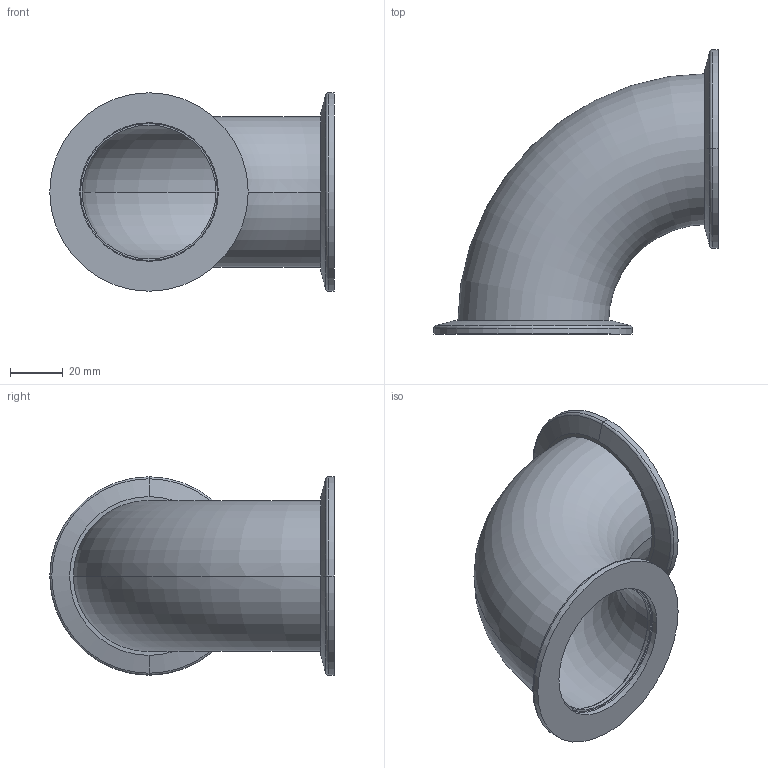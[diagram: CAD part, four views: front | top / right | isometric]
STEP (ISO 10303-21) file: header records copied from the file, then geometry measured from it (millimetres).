
FILE_DESCRIPTION (( 'STEP AP214' ), '1' );
FILE_NAME ('170 RRB 050-90.STEP', '2011-05-31T11:51:35', ( '-' ), ( 'Trinos' ), 'SwSTEP 2.0', 'SolidWorks 2010', '' );
FILE_SCHEMA (( 'AUTOMOTIVE_DESIGN' ));
Length unit declared in the file: millimetre
Products named in the file (1): 170 RRB 050-90
Bounding box: 107.5 x 107.5 x 75 mm (x, y, z)
Volume: 71656.3 mm3; surface area: 46820.5 mm2
Topology: 1 solids, 1 shells, 42 faces, 84 edges, 52 vertices
Faces by surface type: cylinder 16, torus 12, plane 10, cone 4
Entity records: 1154 total; most frequent: DIRECTION 234, CARTESIAN_POINT 179, ORIENTED_EDGE 168, AXIS2_PLACEMENT_3D 107, EDGE_CURVE 84, CIRCLE 64, EDGE_LOOP 52, VERTEX_POINT 52
